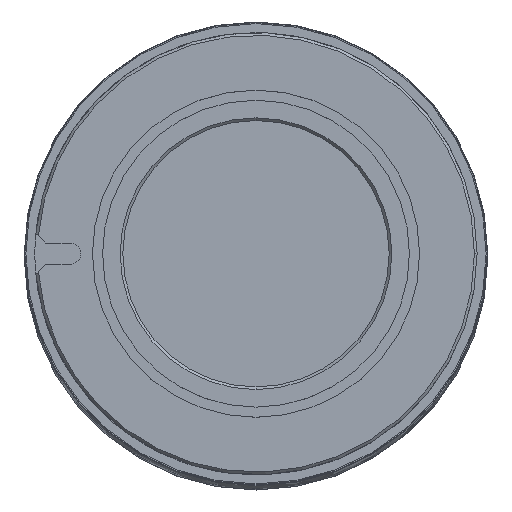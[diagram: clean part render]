
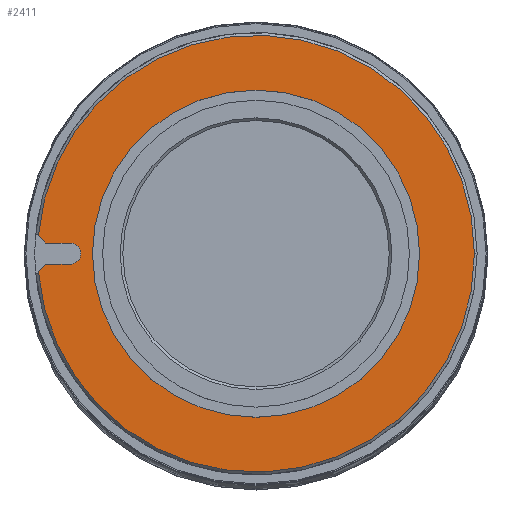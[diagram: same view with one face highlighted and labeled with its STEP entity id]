
A CAD part, top view. The second image highlights one B-rep face of the part: STEP entity #2411.
In plain terms, the highlighted planar face has unit normal (0, 0, 1).
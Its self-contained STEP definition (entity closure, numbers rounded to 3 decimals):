
#16 = VECTOR ( 'NONE', #1880, 1000. ) ;
#33 = VERTEX_POINT ( 'NONE', #261 ) ;
#112 = ORIENTED_EDGE ( 'NONE', *, *, #1380, .T. ) ;
#137 = EDGE_CURVE ( 'NONE', #2430, #2381, #1274, .T. ) ;
#138 = DIRECTION ( 'NONE',  ( 0., 0., 1. ) ) ;
#148 = AXIS2_PLACEMENT_3D ( 'NONE', #677, #2047, #473 ) ;
#259 = AXIS2_PLACEMENT_3D ( 'NONE', #2286, #517, #1318 ) ;
#261 = CARTESIAN_POINT ( 'NONE',  ( -32.5, 0., 1332.5 ) ) ;
#347 = DIRECTION ( 'NONE',  ( 1., 0., 0. ) ) ;
#354 = VECTOR ( 'NONE', #1376, 1000. ) ;
#359 = EDGE_CURVE ( 'NONE', #1250, #891, #987, .T. ) ;
#361 = DIRECTION ( 'NONE',  ( 0.707, -0.707, 0. ) ) ;
#375 = VERTEX_POINT ( 'NONE', #1520 ) ;
#388 = AXIS2_PLACEMENT_3D ( 'NONE', #2094, #1130, #347 ) ;
#399 = EDGE_CURVE ( 'NONE', #534, #1250, #1023, .T. ) ;
#473 = DIRECTION ( 'NONE',  ( -1., 0., 0. ) ) ;
#517 = DIRECTION ( 'NONE',  ( 0., 0., -1. ) ) ;
#534 = VERTEX_POINT ( 'NONE', #618 ) ;
#591 = DIRECTION ( 'NONE',  ( 0., 0., -1. ) ) ;
#594 = VERTEX_POINT ( 'NONE', #2446 ) ;
#618 = CARTESIAN_POINT ( 'NONE',  ( -108.393, 2., 1332.5 ) ) ;
#628 = EDGE_LOOP ( 'NONE', ( #1036, #1067, #641, #2158, #112, #2015, #2403 ) ) ;
#630 = CIRCLE ( 'NONE', #1842, 30.7 ) ;
#641 = ORIENTED_EDGE ( 'NONE', *, *, #786, .F. ) ;
#677 = CARTESIAN_POINT ( 'NONE',  ( -73.5, 0., 1332.5 ) ) ;
#710 = CARTESIAN_POINT ( 'NONE',  ( -114.82, -3.868, 1332.5 ) ) ;
#717 = FACE_BOUND ( 'NONE', #1358, .T. ) ;
#725 = CARTESIAN_POINT ( 'NONE',  ( -116.393, -2., 1332.5 ) ) ;
#730 = CARTESIAN_POINT ( 'NONE',  ( -104.2, 0., 1332.5 ) ) ;
#786 = EDGE_CURVE ( 'NONE', #594, #33, #1489, .T. ) ;
#789 = EDGE_CURVE ( 'NONE', #33, #375, #1006, .T. ) ;
#790 = CARTESIAN_POINT ( 'NONE',  ( -112.952, 2., 1332.5 ) ) ;
#846 = VECTOR ( 'NONE', #1493, 1000. ) ;
#891 = VERTEX_POINT ( 'NONE', #1257 ) ;
#905 = CARTESIAN_POINT ( 'NONE',  ( -108.393, -2., 1332.5 ) ) ;
#914 = ORIENTED_EDGE ( 'NONE', *, *, #962, .F. ) ;
#962 = EDGE_CURVE ( 'NONE', #2381, #2430, #630, .T. ) ;
#977 = DIRECTION ( 'NONE',  ( 1., 0., 0. ) ) ;
#987 = LINE ( 'NONE', #725, #354 ) ;
#1006 = CIRCLE ( 'NONE', #388, 41. ) ;
#1023 = CIRCLE ( 'NONE', #1148, 2. ) ;
#1036 = ORIENTED_EDGE ( 'NONE', *, *, #1044, .F. ) ;
#1044 = EDGE_CURVE ( 'NONE', #375, #891, #1508, .T. ) ;
#1067 = ORIENTED_EDGE ( 'NONE', *, *, #789, .F. ) ;
#1117 = CARTESIAN_POINT ( 'NONE',  ( -42.8, 0., 1332.5 ) ) ;
#1130 = DIRECTION ( 'NONE',  ( 0., 0., -1. ) ) ;
#1148 = AXIS2_PLACEMENT_3D ( 'NONE', #2350, #591, #1394 ) ;
#1175 = CARTESIAN_POINT ( 'NONE',  ( -73.5, 0., 1332.5 ) ) ;
#1250 = VERTEX_POINT ( 'NONE', #905 ) ;
#1257 = CARTESIAN_POINT ( 'NONE',  ( -112.952, -2., 1332.5 ) ) ;
#1274 = CIRCLE ( 'NONE', #148, 30.7 ) ;
#1318 = DIRECTION ( 'NONE',  ( 1., 0., 0. ) ) ;
#1358 = EDGE_LOOP ( 'NONE', ( #914, #2180 ) ) ;
#1376 = DIRECTION ( 'NONE',  ( -1., 0., 0. ) ) ;
#1380 = EDGE_CURVE ( 'NONE', #2531, #534, #1476, .T. ) ;
#1394 = DIRECTION ( 'NONE',  ( -1., 0., 0. ) ) ;
#1476 = LINE ( 'NONE', #2060, #16 ) ;
#1489 = CIRCLE ( 'NONE', #259, 41. ) ;
#1493 = DIRECTION ( 'NONE',  ( 0.707, 0.707, 0. ) ) ;
#1508 = LINE ( 'NONE', #710, #846 ) ;
#1520 = CARTESIAN_POINT ( 'NONE',  ( -114.359, -3.406, 1332.5 ) ) ;
#1652 = EDGE_CURVE ( 'NONE', #594, #2531, #2307, .T. ) ;
#1687 = DIRECTION ( 'NONE',  ( -1., 0., 0. ) ) ;
#1727 = PLANE ( 'NONE',  #1945 ) ;
#1842 = AXIS2_PLACEMENT_3D ( 'NONE', #1936, #138, #1687 ) ;
#1880 = DIRECTION ( 'NONE',  ( 1., 0., 0. ) ) ;
#1936 = CARTESIAN_POINT ( 'NONE',  ( -73.5, 0., 1332.5 ) ) ;
#1945 = AXIS2_PLACEMENT_3D ( 'NONE', #1175, #2331, #977 ) ;
#1948 = CARTESIAN_POINT ( 'NONE',  ( -114.82, 3.868, 1332.5 ) ) ;
#2015 = ORIENTED_EDGE ( 'NONE', *, *, #399, .T. ) ;
#2047 = DIRECTION ( 'NONE',  ( 0., 0., 1. ) ) ;
#2060 = CARTESIAN_POINT ( 'NONE',  ( -108.393, 2., 1332.5 ) ) ;
#2094 = CARTESIAN_POINT ( 'NONE',  ( -73.5, 0., 1332.5 ) ) ;
#2141 = FACE_OUTER_BOUND ( 'NONE', #628, .T. ) ;
#2158 = ORIENTED_EDGE ( 'NONE', *, *, #1652, .T. ) ;
#2180 = ORIENTED_EDGE ( 'NONE', *, *, #137, .F. ) ;
#2233 = VECTOR ( 'NONE', #361, 1000. ) ;
#2286 = CARTESIAN_POINT ( 'NONE',  ( -73.5, 0., 1332.5 ) ) ;
#2307 = LINE ( 'NONE', #1948, #2233 ) ;
#2331 = DIRECTION ( 'NONE',  ( 0., 0., -1. ) ) ;
#2350 = CARTESIAN_POINT ( 'NONE',  ( -108.393, 0., 1332.5 ) ) ;
#2381 = VERTEX_POINT ( 'NONE', #730 ) ;
#2403 = ORIENTED_EDGE ( 'NONE', *, *, #359, .T. ) ;
#2411 = ADVANCED_FACE ( 'NONE', ( #717, #2141 ), #1727, .F. ) ;
#2430 = VERTEX_POINT ( 'NONE', #1117 ) ;
#2446 = CARTESIAN_POINT ( 'NONE',  ( -114.359, 3.406, 1332.5 ) ) ;
#2531 = VERTEX_POINT ( 'NONE', #790 ) ;
